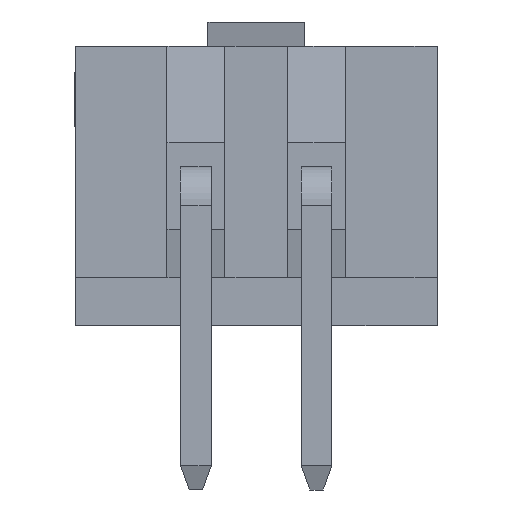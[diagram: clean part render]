
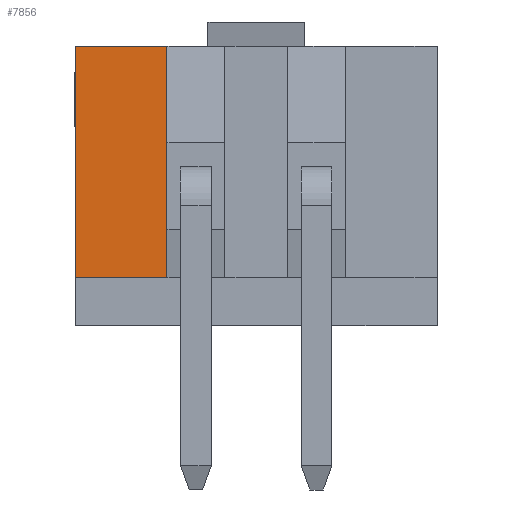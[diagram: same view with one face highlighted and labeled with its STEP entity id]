
A CAD part, front view. The second image highlights one B-rep face of the part: STEP entity #7856.
In plain terms, the highlighted planar face has unit normal (0, -1, 0).
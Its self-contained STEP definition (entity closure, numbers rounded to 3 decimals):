
#70 = CARTESIAN_POINT ( 'NONE',  ( -3.75, -3.315, 2.9 ) ) ;
#186 = EDGE_CURVE ( 'NONE', #10728, #11155, #11023, .T. ) ;
#1455 = CARTESIAN_POINT ( 'NONE',  ( -1.85, -3.315, 2.9 ) ) ;
#1657 = DIRECTION ( 'NONE',  ( 0., 1., 0. ) ) ;
#2538 = ORIENTED_EDGE ( 'NONE', *, *, #10495, .F. ) ;
#2696 = DIRECTION ( 'NONE',  ( 0., 0., 1. ) ) ;
#3057 = VECTOR ( 'NONE', #8365, 1000. ) ;
#3588 = FACE_OUTER_BOUND ( 'NONE', #8922, .T. ) ;
#4177 = CARTESIAN_POINT ( 'NONE',  ( -3.75, -3.315, -1.9 ) ) ;
#6144 = VECTOR ( 'NONE', #7568, 1000. ) ;
#6235 = VERTEX_POINT ( 'NONE', #9096 ) ;
#6492 = CARTESIAN_POINT ( 'NONE',  ( 3.75, -3.315, -1.9 ) ) ;
#6783 = VERTEX_POINT ( 'NONE', #1455 ) ;
#6894 = EDGE_CURVE ( 'NONE', #6783, #6235, #9567, .T. ) ;
#7568 = DIRECTION ( 'NONE',  ( 1., 0., 0. ) ) ;
#7791 = LINE ( 'NONE', #14212, #6144 ) ;
#7856 = ADVANCED_FACE ( 'NONE', ( #3588 ), #10492, .F. ) ;
#8365 = DIRECTION ( 'NONE',  ( 0., 0., -1. ) ) ;
#8523 = ORIENTED_EDGE ( 'NONE', *, *, #6894, .F. ) ;
#8699 = EDGE_CURVE ( 'NONE', #10728, #6783, #7791, .T. ) ;
#8717 = AXIS2_PLACEMENT_3D ( 'NONE', #14063, #1657, #2696 ) ;
#8781 = ORIENTED_EDGE ( 'NONE', *, *, #186, .T. ) ;
#8849 = ORIENTED_EDGE ( 'NONE', *, *, #8699, .F. ) ;
#8922 = EDGE_LOOP ( 'NONE', ( #8781, #2538, #8523, #8849 ) ) ;
#9058 = DIRECTION ( 'NONE',  ( 0., 0., -1. ) ) ;
#9096 = CARTESIAN_POINT ( 'NONE',  ( -1.85, -3.315, -1.9 ) ) ;
#9567 = LINE ( 'NONE', #9704, #3057 ) ;
#9704 = CARTESIAN_POINT ( 'NONE',  ( -1.85, -3.315, 2.9 ) ) ;
#10492 = PLANE ( 'NONE',  #8717 ) ;
#10495 = EDGE_CURVE ( 'NONE', #6235, #11155, #12142, .T. ) ;
#10728 = VERTEX_POINT ( 'NONE', #14136 ) ;
#10870 = VECTOR ( 'NONE', #9058, 1000. ) ;
#10994 = DIRECTION ( 'NONE',  ( -1., 0., 0. ) ) ;
#11023 = LINE ( 'NONE', #70, #10870 ) ;
#11155 = VERTEX_POINT ( 'NONE', #4177 ) ;
#12142 = LINE ( 'NONE', #6492, #13893 ) ;
#13893 = VECTOR ( 'NONE', #10994, 1000. ) ;
#14063 = CARTESIAN_POINT ( 'NONE',  ( -3.75, -3.315, 2.9 ) ) ;
#14136 = CARTESIAN_POINT ( 'NONE',  ( -3.75, -3.315, 2.9 ) ) ;
#14212 = CARTESIAN_POINT ( 'NONE',  ( -3.75, -3.315, 2.9 ) ) ;
